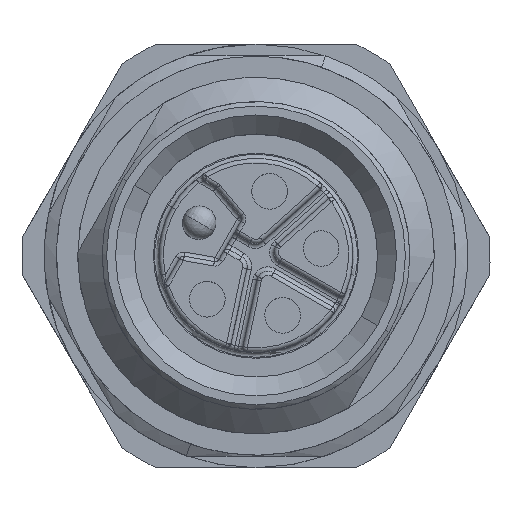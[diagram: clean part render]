
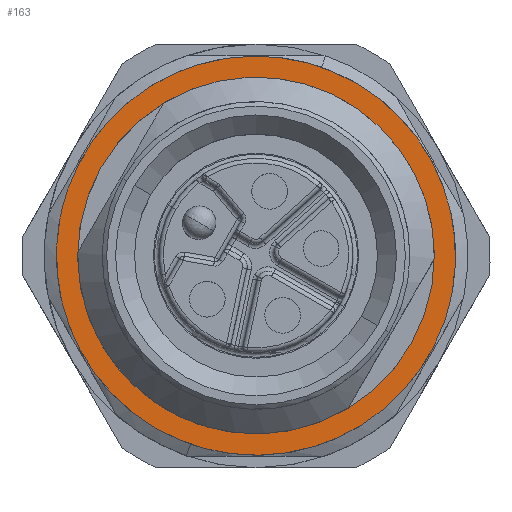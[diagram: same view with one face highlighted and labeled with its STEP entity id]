
A CAD part, top view. The second image highlights one B-rep face of the part: STEP entity #163.
In plain terms, the highlighted planar face has unit normal (0, 0, 1).
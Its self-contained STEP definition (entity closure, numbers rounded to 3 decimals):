
#39=AXIS2_PLACEMENT_3D('Circle Axis2P3D',#37,#38,$) ;
#48=AXIS2_PLACEMENT_3D('Circle Axis2P3D',#46,#47,$) ;
#83=AXIS2_PLACEMENT_3D('Plane Axis2P3D',#80,#81,#82) ;
#147=AXIS2_PLACEMENT_3D('Circle Axis2P3D',#145,#146,$) ;
#154=AXIS2_PLACEMENT_3D('Circle Axis2P3D',#152,#153,$) ;
#37=CARTESIAN_POINT('Axis2P3D Location',(10.5,9.5,20.8)) ;
#41=CARTESIAN_POINT('Vertex',(18.056,6.871,20.8)) ;
#43=CARTESIAN_POINT('Vertex',(13.129,17.056,20.8)) ;
#46=CARTESIAN_POINT('Axis2P3D Location',(10.5,9.5,20.8)) ;
#50=CARTESIAN_POINT('Vertex',(2.944,12.129,20.8)) ;
#80=CARTESIAN_POINT('Axis2P3D Location',(23.001,15.467,20.8)) ;
#86=CARTESIAN_POINT('Control Point',(18.953,6.558,20.8)) ;
#87=CARTESIAN_POINT('Control Point',(18.664,5.728,20.8)) ;
#88=CARTESIAN_POINT('Control Point',(18.273,4.933,20.8)) ;
#89=CARTESIAN_POINT('Control Point',(17.785,4.19,20.8)) ;
#90=CARTESIAN_POINT('Control Point',(16.639,2.839,20.8)) ;
#91=CARTESIAN_POINT('Control Point',(15.199,1.806,20.8)) ;
#92=CARTESIAN_POINT('Control Point',(14.419,1.381,20.8)) ;
#93=CARTESIAN_POINT('Control Point',(12.771,0.731,20.8)) ;
#94=CARTESIAN_POINT('Control Point',(11.014,0.499,20.8)) ;
#95=CARTESIAN_POINT('Control Point',(10.126,0.493,20.8)) ;
#96=CARTESIAN_POINT('Control Point',(8.365,0.697,20.8)) ;
#97=CARTESIAN_POINT('Control Point',(6.707,1.321,20.8)) ;
#98=CARTESIAN_POINT('Control Point',(5.921,1.734,20.8)) ;
#99=CARTESIAN_POINT('Control Point',(4.465,2.745,20.8)) ;
#100=CARTESIAN_POINT('Control Point',(3.298,4.078,20.8)) ;
#101=CARTESIAN_POINT('Control Point',(2.799,4.813,20.8)) ;
#102=CARTESIAN_POINT('Control Point',(1.992,6.391,20.8)) ;
#103=CARTESIAN_POINT('Control Point',(1.592,8.117,20.8)) ;
#104=CARTESIAN_POINT('Control Point',(1.499,9.,20.8)) ;
#105=CARTESIAN_POINT('Control Point',(1.522,10.236,20.8)) ;
#106=CARTESIAN_POINT('Control Point',(1.753,11.442,20.8)) ;
#107=CARTESIAN_POINT('Control Point',(1.835,11.781,20.8)) ;
#108=CARTESIAN_POINT('Control Point',(1.933,12.114,20.8)) ;
#109=CARTESIAN_POINT('Control Point',(2.047,12.442,20.8)) ;
#110=CARTESIAN_POINT('Vertex',(18.953,6.558,20.8)) ;
#112=CARTESIAN_POINT('Vertex',(2.047,12.442,20.8)) ;
#116=CARTESIAN_POINT('Control Point',(2.047,12.442,20.8)) ;
#117=CARTESIAN_POINT('Control Point',(2.336,13.272,20.8)) ;
#118=CARTESIAN_POINT('Control Point',(2.727,14.067,20.8)) ;
#119=CARTESIAN_POINT('Control Point',(3.215,14.81,20.8)) ;
#120=CARTESIAN_POINT('Control Point',(4.361,16.161,20.8)) ;
#121=CARTESIAN_POINT('Control Point',(5.801,17.194,20.8)) ;
#122=CARTESIAN_POINT('Control Point',(6.581,17.619,20.8)) ;
#123=CARTESIAN_POINT('Control Point',(8.229,18.269,20.8)) ;
#124=CARTESIAN_POINT('Control Point',(9.986,18.501,20.8)) ;
#125=CARTESIAN_POINT('Control Point',(10.874,18.507,20.8)) ;
#126=CARTESIAN_POINT('Control Point',(12.635,18.303,20.8)) ;
#127=CARTESIAN_POINT('Control Point',(14.293,17.679,20.8)) ;
#128=CARTESIAN_POINT('Control Point',(15.079,17.266,20.8)) ;
#129=CARTESIAN_POINT('Control Point',(16.535,16.255,20.8)) ;
#130=CARTESIAN_POINT('Control Point',(17.702,14.922,20.8)) ;
#131=CARTESIAN_POINT('Control Point',(18.201,14.187,20.8)) ;
#132=CARTESIAN_POINT('Control Point',(19.008,12.609,20.8)) ;
#133=CARTESIAN_POINT('Control Point',(19.408,10.883,20.8)) ;
#134=CARTESIAN_POINT('Control Point',(19.501,10.,20.8)) ;
#135=CARTESIAN_POINT('Control Point',(19.478,8.764,20.8)) ;
#136=CARTESIAN_POINT('Control Point',(19.247,7.558,20.8)) ;
#137=CARTESIAN_POINT('Control Point',(19.165,7.219,20.8)) ;
#138=CARTESIAN_POINT('Control Point',(19.067,6.886,20.8)) ;
#139=CARTESIAN_POINT('Control Point',(18.953,6.558,20.8)) ;
#145=CARTESIAN_POINT('Axis2P3D Location',(10.5,9.5,20.8)) ;
#149=CARTESIAN_POINT('Vertex',(7.871,1.944,20.8)) ;
#152=CARTESIAN_POINT('Axis2P3D Location',(10.5,9.5,20.8)) ;
#38=DIRECTION('Axis2P3D Direction',(0.,0.,-1.)) ;
#47=DIRECTION('Axis2P3D Direction',(0.,0.,-1.)) ;
#81=DIRECTION('Axis2P3D Direction',(0.,0.,1.)) ;
#82=DIRECTION('Axis2P3D XDirection',(-0.944,0.329,0.)) ;
#146=DIRECTION('Axis2P3D Direction',(0.,0.,1.)) ;
#153=DIRECTION('Axis2P3D Direction',(0.,0.,1.)) ;
#142=ORIENTED_EDGE('',*,*,#114,.F.) ;
#143=ORIENTED_EDGE('',*,*,#140,.F.) ;
#158=ORIENTED_EDGE('',*,*,#45,.F.) ;
#159=ORIENTED_EDGE('',*,*,#151,.F.) ;
#160=ORIENTED_EDGE('',*,*,#156,.F.) ;
#161=ORIENTED_EDGE('',*,*,#52,.F.) ;
#162=FACE_BOUND('',#157,.T.) ;
#163=ADVANCED_FACE('Hauptkoerper',(#144,#162),#84,.T.) ;
#85=B_SPLINE_CURVE_WITH_KNOTS('',5,(#86,#87,#88,#89,#90,#91,#92,#93,#94,#95,#96,#97,#98,#99,#100,#101,#102,#103,#104,#105,#106,#107,#108,#109),.UNSPECIFIED.,.F.,.U.,(6,3,3,3,3,3,3,6),(0.,6.218,12.436,18.654,24.872,31.09,37.308,39.761),.UNSPECIFIED.) ;
#115=B_SPLINE_CURVE_WITH_KNOTS('',5,(#116,#117,#118,#119,#120,#121,#122,#123,#124,#125,#126,#127,#128,#129,#130,#131,#132,#133,#134,#135,#136,#137,#138,#139),.UNSPECIFIED.,.F.,.U.,(6,3,3,3,3,3,3,6),(0.,6.218,12.436,18.654,24.872,31.09,37.308,39.761),.UNSPECIFIED.) ;
#40=CIRCLE('generated circle',#39,8.) ;
#49=CIRCLE('generated circle',#48,8.) ;
#148=CIRCLE('generated circle',#147,8.) ;
#155=CIRCLE('generated circle',#154,8.) ;
#45=EDGE_CURVE('',#42,#44,#40,.F.) ;
#52=EDGE_CURVE('',#44,#51,#49,.F.) ;
#114=EDGE_CURVE('',#111,#113,#85,.T.) ;
#140=EDGE_CURVE('',#113,#111,#115,.T.) ;
#151=EDGE_CURVE('',#150,#42,#148,.T.) ;
#156=EDGE_CURVE('',#51,#150,#155,.T.) ;
#141=EDGE_LOOP('',(#142,#143)) ;
#157=EDGE_LOOP('',(#158,#159,#160,#161)) ;
#144=FACE_OUTER_BOUND('',#141,.T.) ;
#84=PLANE('',#83) ;
#42=VERTEX_POINT('',#41) ;
#44=VERTEX_POINT('',#43) ;
#51=VERTEX_POINT('',#50) ;
#111=VERTEX_POINT('',#110) ;
#113=VERTEX_POINT('',#112) ;
#150=VERTEX_POINT('',#149) ;
